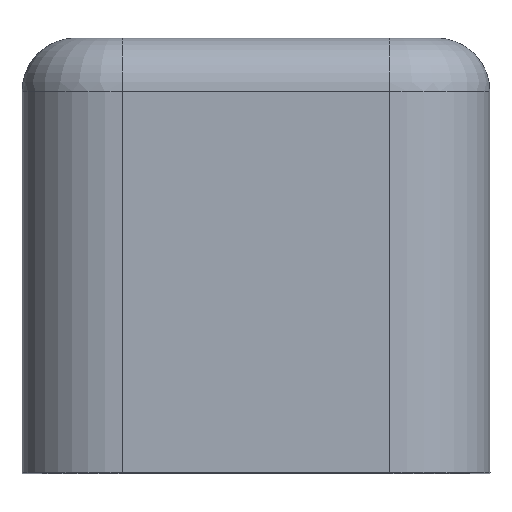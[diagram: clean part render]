
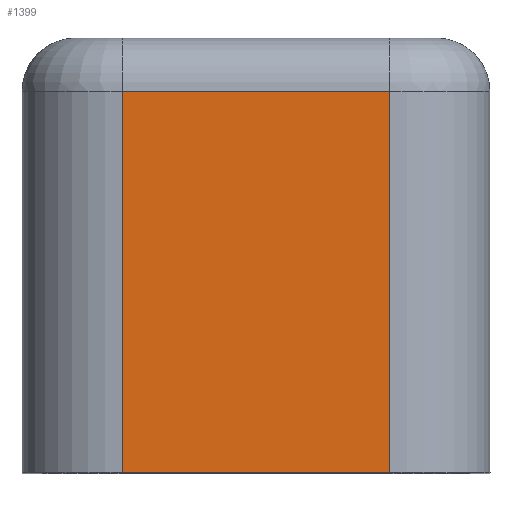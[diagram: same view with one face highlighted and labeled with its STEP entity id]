
A CAD part, top view. The second image highlights one B-rep face of the part: STEP entity #1399.
In plain terms, the highlighted planar face has unit normal (0, 0, 1).
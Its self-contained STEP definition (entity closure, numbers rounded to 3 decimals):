
#2 = EDGE_CURVE ( 'NONE', #906, #788, #1454, .T. ) ;
#133 = DIRECTION ( 'NONE',  ( 1., 0., 0. ) ) ;
#155 = VECTOR ( 'NONE', #133, 1000. ) ;
#269 = DIRECTION ( 'NONE',  ( 0., -1., 0. ) ) ;
#280 = FACE_OUTER_BOUND ( 'NONE', #466, .T. ) ;
#309 = LINE ( 'NONE', #1970, #155 ) ;
#311 = CARTESIAN_POINT ( 'NONE',  ( -2., -0.8, 6.5 ) ) ;
#313 = CARTESIAN_POINT ( 'NONE',  ( 2., -0.8, 6.5 ) ) ;
#377 = VECTOR ( 'NONE', #269, 1000. ) ;
#454 = CARTESIAN_POINT ( 'NONE',  ( -2., 0., 6.5 ) ) ;
#466 = EDGE_LOOP ( 'NONE', ( #1175, #913, #2172, #939 ) ) ;
#478 = VERTEX_POINT ( 'NONE', #313 ) ;
#491 = DIRECTION ( 'NONE',  ( 0., 0., 1. ) ) ;
#561 = EDGE_CURVE ( 'NONE', #478, #924, #1513, .T. ) ;
#733 = EDGE_CURVE ( 'NONE', #788, #924, #872, .T. ) ;
#737 = DIRECTION ( 'NONE',  ( 1., 0., 0. ) ) ;
#788 = VERTEX_POINT ( 'NONE', #1777 ) ;
#872 = LINE ( 'NONE', #1370, #2063 ) ;
#906 = VERTEX_POINT ( 'NONE', #311 ) ;
#913 = ORIENTED_EDGE ( 'NONE', *, *, #561, .F. ) ;
#924 = VERTEX_POINT ( 'NONE', #1666 ) ;
#939 = ORIENTED_EDGE ( 'NONE', *, *, #2, .T. ) ;
#1175 = ORIENTED_EDGE ( 'NONE', *, *, #733, .T. ) ;
#1320 = CARTESIAN_POINT ( 'NONE',  ( 2., 0., 6.5 ) ) ;
#1370 = CARTESIAN_POINT ( 'NONE',  ( -2., -6.5, 6.5 ) ) ;
#1399 = ADVANCED_FACE ( 'NONE', ( #280 ), #2006, .T. ) ;
#1454 = LINE ( 'NONE', #454, #377 ) ;
#1457 = DIRECTION ( 'NONE',  ( 0., -1., 0. ) ) ;
#1513 = LINE ( 'NONE', #1320, #2097 ) ;
#1559 = AXIS2_PLACEMENT_3D ( 'NONE', #1828, #491, #1457 ) ;
#1666 = CARTESIAN_POINT ( 'NONE',  ( 2., -6.5, 6.5 ) ) ;
#1758 = EDGE_CURVE ( 'NONE', #906, #478, #309, .T. ) ;
#1777 = CARTESIAN_POINT ( 'NONE',  ( -2., -6.5, 6.5 ) ) ;
#1828 = CARTESIAN_POINT ( 'NONE',  ( -2., 0., 6.5 ) ) ;
#1970 = CARTESIAN_POINT ( 'NONE',  ( -2., -0.8, 6.5 ) ) ;
#2000 = DIRECTION ( 'NONE',  ( 0., -1., 0. ) ) ;
#2006 = PLANE ( 'NONE',  #1559 ) ;
#2063 = VECTOR ( 'NONE', #737, 1000. ) ;
#2097 = VECTOR ( 'NONE', #2000, 1000. ) ;
#2172 = ORIENTED_EDGE ( 'NONE', *, *, #1758, .F. ) ;
